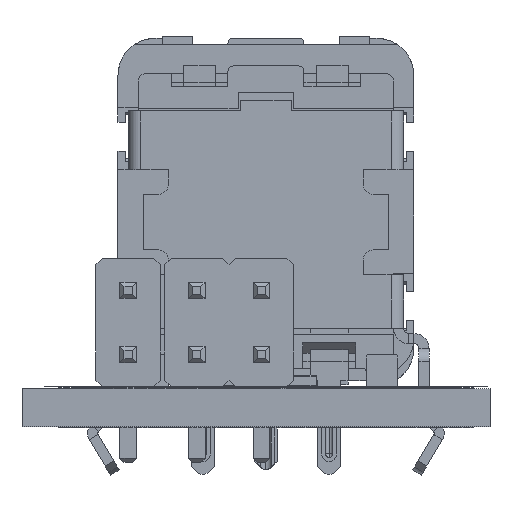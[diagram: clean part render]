
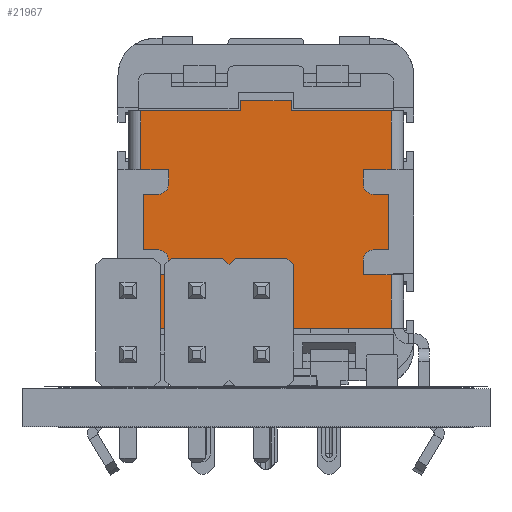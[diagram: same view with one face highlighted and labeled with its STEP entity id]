
A CAD part, left-side view. The second image highlights one B-rep face of the part: STEP entity #21967.
In plain terms, the highlighted face is planar.
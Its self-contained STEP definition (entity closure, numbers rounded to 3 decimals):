
#21828 = EDGE_CURVE('',#21829,#21831,#21833,.T.);
#21829 = VERTEX_POINT('',#21830);
#21830 = CARTESIAN_POINT('',(-1.,1.7,11.3));
#21831 = VERTEX_POINT('',#21832);
#21832 = CARTESIAN_POINT('',(-1.,1.7,10.9));
#21833 = LINE('',#21834,#21835);
#21834 = CARTESIAN_POINT('',(-1.,1.7,11.3));
#21835 = VECTOR('',#21836,1.);
#21836 = DIRECTION('',(0.,0.,-1.));
#21868 = EDGE_CURVE('',#21869,#21829,#21871,.T.);
#21869 = VERTEX_POINT('',#21870);
#21870 = CARTESIAN_POINT('',(1.,1.7,11.3));
#21871 = LINE('',#21872,#21873);
#21872 = CARTESIAN_POINT('',(-1.,1.7,11.3));
#21873 = VECTOR('',#21874,1.);
#21874 = DIRECTION('',(-1.,0.,0.));
#21899 = EDGE_CURVE('',#21900,#21869,#21902,.T.);
#21900 = VERTEX_POINT('',#21901);
#21901 = CARTESIAN_POINT('',(1.,1.7,10.9));
#21902 = LINE('',#21903,#21904);
#21903 = CARTESIAN_POINT('',(1.,1.7,11.3));
#21904 = VECTOR('',#21905,1.);
#21905 = DIRECTION('',(0.,0.,1.));
#21967 = ADVANCED_FACE('',(#21968),#22207,.T.);
#21968 = FACE_BOUND('',#21969,.T.);
#21969 = EDGE_LOOP('',(#21970,#21980,#21988,#21994,#21995,#21996,#21997,
    #22005,#22013,#22021,#22029,#22038,#22046,#22054,#22062,#22071,
    #22079,#22087,#22095,#22103,#22111,#22119,#22127,#22135,#22143,
    #22151,#22159,#22168,#22176,#22184,#22192,#22201));
#21970 = ORIENTED_EDGE('',*,*,#21971,.F.);
#21971 = EDGE_CURVE('',#21972,#21974,#21976,.T.);
#21972 = VERTEX_POINT('',#21973);
#21973 = CARTESIAN_POINT('',(-4.95,1.7,8.575));
#21974 = VERTEX_POINT('',#21975);
#21975 = CARTESIAN_POINT('',(-3.85,1.7,8.575));
#21976 = LINE('',#21977,#21978);
#21977 = CARTESIAN_POINT('',(-3.85,1.7,8.575));
#21978 = VECTOR('',#21979,1.);
#21979 = DIRECTION('',(1.,0.,0.));
#21980 = ORIENTED_EDGE('',*,*,#21981,.T.);
#21981 = EDGE_CURVE('',#21972,#21982,#21984,.T.);
#21982 = VERTEX_POINT('',#21983);
#21983 = CARTESIAN_POINT('',(-4.95,1.7,10.9));
#21984 = LINE('',#21985,#21986);
#21985 = CARTESIAN_POINT('',(-4.95,1.7,10.9));
#21986 = VECTOR('',#21987,1.);
#21987 = DIRECTION('',(0.,0.,1.));
#21988 = ORIENTED_EDGE('',*,*,#21989,.F.);
#21989 = EDGE_CURVE('',#21831,#21982,#21990,.T.);
#21990 = LINE('',#21991,#21992);
#21991 = CARTESIAN_POINT('',(-5.05,1.7,10.9));
#21992 = VECTOR('',#21993,1.);
#21993 = DIRECTION('',(-1.,0.,0.));
#21994 = ORIENTED_EDGE('',*,*,#21828,.F.);
#21995 = ORIENTED_EDGE('',*,*,#21868,.F.);
#21996 = ORIENTED_EDGE('',*,*,#21899,.F.);
#21997 = ORIENTED_EDGE('',*,*,#21998,.F.);
#21998 = EDGE_CURVE('',#21999,#21900,#22001,.T.);
#21999 = VERTEX_POINT('',#22000);
#22000 = CARTESIAN_POINT('',(4.95,1.7,10.9));
#22001 = LINE('',#22002,#22003);
#22002 = CARTESIAN_POINT('',(1.,1.7,10.9));
#22003 = VECTOR('',#22004,1.);
#22004 = DIRECTION('',(-1.,0.,0.));
#22005 = ORIENTED_EDGE('',*,*,#22006,.T.);
#22006 = EDGE_CURVE('',#21999,#22007,#22009,.T.);
#22007 = VERTEX_POINT('',#22008);
#22008 = CARTESIAN_POINT('',(4.95,1.7,8.575));
#22009 = LINE('',#22010,#22011);
#22010 = CARTESIAN_POINT('',(4.95,1.7,8.575));
#22011 = VECTOR('',#22012,1.);
#22012 = DIRECTION('',(0.,0.,-1.));
#22013 = ORIENTED_EDGE('',*,*,#22014,.F.);
#22014 = EDGE_CURVE('',#22015,#22007,#22017,.T.);
#22015 = VERTEX_POINT('',#22016);
#22016 = CARTESIAN_POINT('',(3.85,1.7,8.575));
#22017 = LINE('',#22018,#22019);
#22018 = CARTESIAN_POINT('',(5.05,1.7,8.575));
#22019 = VECTOR('',#22020,1.);
#22020 = DIRECTION('',(1.,0.,0.));
#22021 = ORIENTED_EDGE('',*,*,#22022,.F.);
#22022 = EDGE_CURVE('',#22023,#22015,#22025,.T.);
#22023 = VERTEX_POINT('',#22024);
#22024 = CARTESIAN_POINT('',(3.85,1.7,8.));
#22025 = LINE('',#22026,#22027);
#22026 = CARTESIAN_POINT('',(3.85,1.7,8.575));
#22027 = VECTOR('',#22028,1.);
#22028 = DIRECTION('',(0.,0.,1.));
#22029 = ORIENTED_EDGE('',*,*,#22030,.F.);
#22030 = EDGE_CURVE('',#22031,#22023,#22033,.T.);
#22031 = VERTEX_POINT('',#22032);
#22032 = CARTESIAN_POINT('',(4.25,1.7,7.6));
#22033 = CIRCLE('',#22034,0.4);
#22034 = AXIS2_PLACEMENT_3D('',#22035,#22036,#22037);
#22035 = CARTESIAN_POINT('',(4.25,1.7,8.));
#22036 = DIRECTION('',(-0.,1.,0.));
#22037 = DIRECTION('',(1.,0.,0.));
#22038 = ORIENTED_EDGE('',*,*,#22039,.F.);
#22039 = EDGE_CURVE('',#22040,#22031,#22042,.T.);
#22040 = VERTEX_POINT('',#22041);
#22041 = CARTESIAN_POINT('',(4.85,1.7,7.6));
#22042 = LINE('',#22043,#22044);
#22043 = CARTESIAN_POINT('',(4.25,1.7,7.6));
#22044 = VECTOR('',#22045,1.);
#22045 = DIRECTION('',(-1.,0.,0.));
#22046 = ORIENTED_EDGE('',*,*,#22047,.F.);
#22047 = EDGE_CURVE('',#22048,#22040,#22050,.T.);
#22048 = VERTEX_POINT('',#22049);
#22049 = CARTESIAN_POINT('',(4.85,1.7,5.4));
#22050 = LINE('',#22051,#22052);
#22051 = CARTESIAN_POINT('',(4.85,1.7,7.6));
#22052 = VECTOR('',#22053,1.);
#22053 = DIRECTION('',(0.,0.,1.));
#22054 = ORIENTED_EDGE('',*,*,#22055,.F.);
#22055 = EDGE_CURVE('',#22056,#22048,#22058,.T.);
#22056 = VERTEX_POINT('',#22057);
#22057 = CARTESIAN_POINT('',(4.25,1.7,5.4));
#22058 = LINE('',#22059,#22060);
#22059 = CARTESIAN_POINT('',(4.25,1.7,5.4));
#22060 = VECTOR('',#22061,1.);
#22061 = DIRECTION('',(1.,0.,0.));
#22062 = ORIENTED_EDGE('',*,*,#22063,.F.);
#22063 = EDGE_CURVE('',#22064,#22056,#22066,.T.);
#22064 = VERTEX_POINT('',#22065);
#22065 = CARTESIAN_POINT('',(3.85,1.7,5.));
#22066 = CIRCLE('',#22067,0.4);
#22067 = AXIS2_PLACEMENT_3D('',#22068,#22069,#22070);
#22068 = CARTESIAN_POINT('',(4.25,1.7,5.));
#22069 = DIRECTION('',(0.,1.,0.));
#22070 = DIRECTION('',(-1.,0.,0.));
#22071 = ORIENTED_EDGE('',*,*,#22072,.F.);
#22072 = EDGE_CURVE('',#22073,#22064,#22075,.T.);
#22073 = VERTEX_POINT('',#22074);
#22074 = CARTESIAN_POINT('',(3.85,1.7,4.425));
#22075 = LINE('',#22076,#22077);
#22076 = CARTESIAN_POINT('',(3.85,1.7,5.));
#22077 = VECTOR('',#22078,1.);
#22078 = DIRECTION('',(0.,0.,1.));
#22079 = ORIENTED_EDGE('',*,*,#22080,.F.);
#22080 = EDGE_CURVE('',#22081,#22073,#22083,.T.);
#22081 = VERTEX_POINT('',#22082);
#22082 = CARTESIAN_POINT('',(4.95,1.7,4.425));
#22083 = LINE('',#22084,#22085);
#22084 = CARTESIAN_POINT('',(5.05,1.7,4.425));
#22085 = VECTOR('',#22086,1.);
#22086 = DIRECTION('',(-1.,0.,0.));
#22087 = ORIENTED_EDGE('',*,*,#22088,.T.);
#22088 = EDGE_CURVE('',#22081,#22089,#22091,.T.);
#22089 = VERTEX_POINT('',#22090);
#22090 = CARTESIAN_POINT('',(4.95,1.7,2.3));
#22091 = LINE('',#22092,#22093);
#22092 = CARTESIAN_POINT('',(4.95,1.7,2.3));
#22093 = VECTOR('',#22094,1.);
#22094 = DIRECTION('',(0.,0.,-1.));
#22095 = ORIENTED_EDGE('',*,*,#22096,.T.);
#22096 = EDGE_CURVE('',#22089,#22097,#22099,.T.);
#22097 = VERTEX_POINT('',#22098);
#22098 = CARTESIAN_POINT('',(1.,1.7,2.3));
#22099 = LINE('',#22100,#22101);
#22100 = CARTESIAN_POINT('',(1.,1.7,2.3));
#22101 = VECTOR('',#22102,1.);
#22102 = DIRECTION('',(-1.,0.,0.));
#22103 = ORIENTED_EDGE('',*,*,#22104,.F.);
#22104 = EDGE_CURVE('',#22105,#22097,#22107,.T.);
#22105 = VERTEX_POINT('',#22106);
#22106 = CARTESIAN_POINT('',(1.,1.7,1.7));
#22107 = LINE('',#22108,#22109);
#22108 = CARTESIAN_POINT('',(1.,1.7,2.1));
#22109 = VECTOR('',#22110,1.);
#22110 = DIRECTION('',(0.,0.,1.));
#22111 = ORIENTED_EDGE('',*,*,#22112,.F.);
#22112 = EDGE_CURVE('',#22113,#22105,#22115,.T.);
#22113 = VERTEX_POINT('',#22114);
#22114 = CARTESIAN_POINT('',(-1.,1.7,1.7));
#22115 = LINE('',#22116,#22117);
#22116 = CARTESIAN_POINT('',(-1.,1.7,1.7));
#22117 = VECTOR('',#22118,1.);
#22118 = DIRECTION('',(1.,0.,0.));
#22119 = ORIENTED_EDGE('',*,*,#22120,.F.);
#22120 = EDGE_CURVE('',#22121,#22113,#22123,.T.);
#22121 = VERTEX_POINT('',#22122);
#22122 = CARTESIAN_POINT('',(-1.,1.7,2.3));
#22123 = LINE('',#22124,#22125);
#22124 = CARTESIAN_POINT('',(-1.,1.7,2.1));
#22125 = VECTOR('',#22126,1.);
#22126 = DIRECTION('',(0.,0.,-1.));
#22127 = ORIENTED_EDGE('',*,*,#22128,.T.);
#22128 = EDGE_CURVE('',#22121,#22129,#22131,.T.);
#22129 = VERTEX_POINT('',#22130);
#22130 = CARTESIAN_POINT('',(-4.95,1.7,2.3));
#22131 = LINE('',#22132,#22133);
#22132 = CARTESIAN_POINT('',(-1.,1.7,2.3));
#22133 = VECTOR('',#22134,1.);
#22134 = DIRECTION('',(-1.,0.,0.));
#22135 = ORIENTED_EDGE('',*,*,#22136,.T.);
#22136 = EDGE_CURVE('',#22129,#22137,#22139,.T.);
#22137 = VERTEX_POINT('',#22138);
#22138 = CARTESIAN_POINT('',(-4.95,1.7,4.425));
#22139 = LINE('',#22140,#22141);
#22140 = CARTESIAN_POINT('',(-4.95,1.7,4.425));
#22141 = VECTOR('',#22142,1.);
#22142 = DIRECTION('',(0.,0.,1.));
#22143 = ORIENTED_EDGE('',*,*,#22144,.F.);
#22144 = EDGE_CURVE('',#22145,#22137,#22147,.T.);
#22145 = VERTEX_POINT('',#22146);
#22146 = CARTESIAN_POINT('',(-3.85,1.7,4.425));
#22147 = LINE('',#22148,#22149);
#22148 = CARTESIAN_POINT('',(-3.85,1.7,4.425));
#22149 = VECTOR('',#22150,1.);
#22150 = DIRECTION('',(-1.,0.,0.));
#22151 = ORIENTED_EDGE('',*,*,#22152,.F.);
#22152 = EDGE_CURVE('',#22153,#22145,#22155,.T.);
#22153 = VERTEX_POINT('',#22154);
#22154 = CARTESIAN_POINT('',(-3.85,1.7,5.));
#22155 = LINE('',#22156,#22157);
#22156 = CARTESIAN_POINT('',(-3.85,1.7,5.));
#22157 = VECTOR('',#22158,1.);
#22158 = DIRECTION('',(0.,0.,-1.));
#22159 = ORIENTED_EDGE('',*,*,#22160,.F.);
#22160 = EDGE_CURVE('',#22161,#22153,#22163,.T.);
#22161 = VERTEX_POINT('',#22162);
#22162 = CARTESIAN_POINT('',(-4.25,1.7,5.4));
#22163 = CIRCLE('',#22164,0.4);
#22164 = AXIS2_PLACEMENT_3D('',#22165,#22166,#22167);
#22165 = CARTESIAN_POINT('',(-4.25,1.7,5.));
#22166 = DIRECTION('',(0.,1.,0.));
#22167 = DIRECTION('',(-1.,0.,0.));
#22168 = ORIENTED_EDGE('',*,*,#22169,.F.);
#22169 = EDGE_CURVE('',#22170,#22161,#22172,.T.);
#22170 = VERTEX_POINT('',#22171);
#22171 = CARTESIAN_POINT('',(-4.85,1.7,5.4));
#22172 = LINE('',#22173,#22174);
#22173 = CARTESIAN_POINT('',(-4.85,1.7,5.4));
#22174 = VECTOR('',#22175,1.);
#22175 = DIRECTION('',(1.,0.,0.));
#22176 = ORIENTED_EDGE('',*,*,#22177,.F.);
#22177 = EDGE_CURVE('',#22178,#22170,#22180,.T.);
#22178 = VERTEX_POINT('',#22179);
#22179 = CARTESIAN_POINT('',(-4.85,1.7,7.6));
#22180 = LINE('',#22181,#22182);
#22181 = CARTESIAN_POINT('',(-4.85,1.7,7.6));
#22182 = VECTOR('',#22183,1.);
#22183 = DIRECTION('',(0.,0.,-1.));
#22184 = ORIENTED_EDGE('',*,*,#22185,.F.);
#22185 = EDGE_CURVE('',#22186,#22178,#22188,.T.);
#22186 = VERTEX_POINT('',#22187);
#22187 = CARTESIAN_POINT('',(-4.25,1.7,7.6));
#22188 = LINE('',#22189,#22190);
#22189 = CARTESIAN_POINT('',(-4.85,1.7,7.6));
#22190 = VECTOR('',#22191,1.);
#22191 = DIRECTION('',(-1.,0.,0.));
#22192 = ORIENTED_EDGE('',*,*,#22193,.F.);
#22193 = EDGE_CURVE('',#22194,#22186,#22196,.T.);
#22194 = VERTEX_POINT('',#22195);
#22195 = CARTESIAN_POINT('',(-3.85,1.7,8.));
#22196 = CIRCLE('',#22197,0.4);
#22197 = AXIS2_PLACEMENT_3D('',#22198,#22199,#22200);
#22198 = CARTESIAN_POINT('',(-4.25,1.7,8.));
#22199 = DIRECTION('',(0.,1.,0.));
#22200 = DIRECTION('',(-1.,0.,0.));
#22201 = ORIENTED_EDGE('',*,*,#22202,.F.);
#22202 = EDGE_CURVE('',#21974,#22194,#22203,.T.);
#22203 = LINE('',#22204,#22205);
#22204 = CARTESIAN_POINT('',(-3.85,1.7,8.575));
#22205 = VECTOR('',#22206,1.);
#22206 = DIRECTION('',(0.,0.,-1.));
#22207 = PLANE('',#22208);
#22208 = AXIS2_PLACEMENT_3D('',#22209,#22210,#22211);
#22209 = CARTESIAN_POINT('',(-4.25,1.7,8.));
#22210 = DIRECTION('',(0.,1.,0.));
#22211 = DIRECTION('',(1.,0.,-0.));
